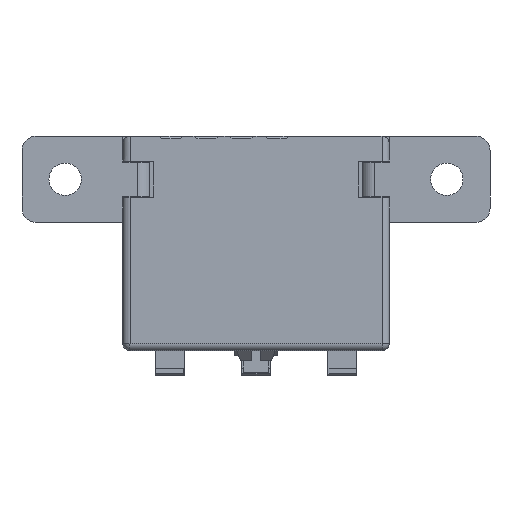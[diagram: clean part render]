
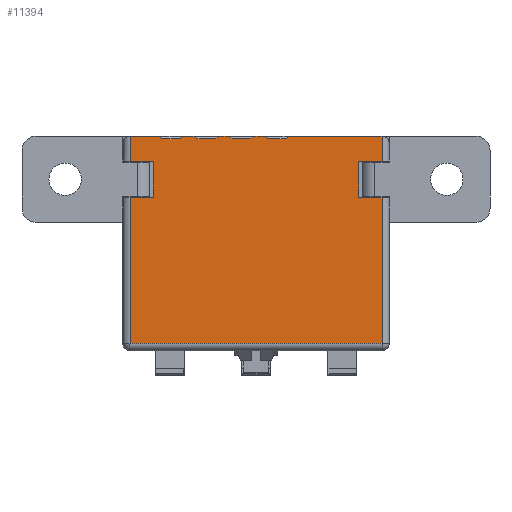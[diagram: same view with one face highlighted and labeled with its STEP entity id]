
A CAD part, front view. The second image highlights one B-rep face of the part: STEP entity #11394.
In plain terms, the highlighted planar face has unit normal (0, -1, 0).
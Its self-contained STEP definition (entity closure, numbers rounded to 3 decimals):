
#1395=DIRECTION('',(0.,0.,-1.));
#1396=VECTOR('',#1395,3.5);
#1397=CARTESIAN_POINT('',(12.619,-25.205,110.8));
#1398=LINE('',#1397,#1396);
#1403=DIRECTION('',(-1.,0.,0.));
#1404=VECTOR('',#1403,3.2);
#1405=CARTESIAN_POINT('',(12.619,-25.205,107.3));
#1406=LINE('',#1405,#1404);
#1502=DIRECTION('',(0.,0.,-1.));
#1503=VECTOR('',#1502,20.3);
#1504=CARTESIAN_POINT('',(12.619,-25.205,102.3));
#1505=LINE('',#1504,#1503);
#2298=DIRECTION('',(-1.,0.,0.));
#2299=VECTOR('',#2298,4.);
#2300=CARTESIAN_POINT('',(-18.381,-25.205,110.8));
#2301=LINE('',#2300,#2299);
#2302=DIRECTION('',(-0.707,0.,0.707));
#2303=VECTOR('',#2302,0.566);
#2304=CARTESIAN_POINT('',(-17.981,-25.205,110.4));
#2305=LINE('',#2304,#2303);
#2306=DIRECTION('',(-0.707,0.,-0.707));
#2307=VECTOR('',#2306,0.566);
#2308=CARTESIAN_POINT('',(-14.981,-25.205,110.8));
#2309=LINE('',#2308,#2307);
#2310=DIRECTION('',(-1.,0.,0.));
#2311=VECTOR('',#2310,1.5);
#2312=CARTESIAN_POINT('',(-13.481,-25.205,110.8));
#2313=LINE('',#2312,#2311);
#2314=DIRECTION('',(-0.707,0.,0.707));
#2315=VECTOR('',#2314,0.566);
#2316=CARTESIAN_POINT('',(-13.081,-25.205,110.4));
#2317=LINE('',#2316,#2315);
#2318=DIRECTION('',(-0.707,0.,-0.707));
#2319=VECTOR('',#2318,0.566);
#2320=CARTESIAN_POINT('',(-10.081,-25.205,110.8));
#2321=LINE('',#2320,#2319);
#2322=DIRECTION('',(-1.,0.,0.));
#2323=VECTOR('',#2322,1.5);
#2324=CARTESIAN_POINT('',(-8.581,-25.205,110.8));
#2325=LINE('',#2324,#2323);
#2326=DIRECTION('',(-0.707,0.,0.707));
#2327=VECTOR('',#2326,0.566);
#2328=CARTESIAN_POINT('',(-8.181,-25.205,110.4));
#2329=LINE('',#2328,#2327);
#2330=DIRECTION('',(-0.707,0.,-0.707));
#2331=VECTOR('',#2330,0.566);
#2332=CARTESIAN_POINT('',(-5.181,-25.205,110.8));
#2333=LINE('',#2332,#2331);
#2334=DIRECTION('',(-1.,0.,0.));
#2335=VECTOR('',#2334,1.5);
#2336=CARTESIAN_POINT('',(-3.681,-25.205,110.8));
#2337=LINE('',#2336,#2335);
#2338=DIRECTION('',(-0.707,0.,0.707));
#2339=VECTOR('',#2338,0.566);
#2340=CARTESIAN_POINT('',(-3.281,-25.205,110.4));
#2341=LINE('',#2340,#2339);
#2342=DIRECTION('',(-0.707,0.,-0.707));
#2343=VECTOR('',#2342,0.566);
#2344=CARTESIAN_POINT('',(-0.281,-25.205,110.8));
#2345=LINE('',#2344,#2343);
#2346=DIRECTION('',(-1.,0.,0.));
#2347=VECTOR('',#2346,12.9);
#2348=CARTESIAN_POINT('',(12.619,-25.205,110.8));
#2349=LINE('',#2348,#2347);
#2350=DIRECTION('',(-1.,0.,0.));
#2351=VECTOR('',#2350,35.);
#2352=CARTESIAN_POINT('',(12.619,-25.205,82.));
#2353=LINE('',#2352,#2351);
#2381=DIRECTION('',(0.,0.,1.));
#2382=VECTOR('',#2381,20.3);
#2383=CARTESIAN_POINT('',(-22.381,-25.205,82.));
#2384=LINE('',#2383,#2382);
#2686=DIRECTION('',(0.,0.,1.));
#2687=VECTOR('',#2686,3.5);
#2688=CARTESIAN_POINT('',(-22.381,-25.205,107.3));
#2689=LINE('',#2688,#2687);
#2699=DIRECTION('',(-1.,0.,0.));
#2700=VECTOR('',#2699,3.2);
#2701=CARTESIAN_POINT('',(-19.181,-25.205,107.3));
#2702=LINE('',#2701,#2700);
#2833=DIRECTION('',(0.,0.,1.));
#2834=VECTOR('',#2833,5.);
#2835=CARTESIAN_POINT('',(-19.181,-25.205,102.3));
#2836=LINE('',#2835,#2834);
#2845=DIRECTION('',(1.,0.,0.));
#2846=VECTOR('',#2845,3.2);
#2847=CARTESIAN_POINT('',(-22.381,-25.205,102.3));
#2848=LINE('',#2847,#2846);
#2874=DIRECTION('',(1.,0.,0.));
#2875=VECTOR('',#2874,2.6);
#2876=CARTESIAN_POINT('',(-17.981,-25.205,110.4));
#2877=LINE('',#2876,#2875);
#2910=DIRECTION('',(1.,0.,0.));
#2911=VECTOR('',#2910,2.6);
#2912=CARTESIAN_POINT('',(-13.081,-25.205,110.4));
#2913=LINE('',#2912,#2911);
#2958=DIRECTION('',(1.,0.,0.));
#2959=VECTOR('',#2958,2.6);
#2960=CARTESIAN_POINT('',(-8.181,-25.205,110.4));
#2961=LINE('',#2960,#2959);
#2990=DIRECTION('',(1.,0.,0.));
#2991=VECTOR('',#2990,2.6);
#2992=CARTESIAN_POINT('',(-3.281,-25.205,110.4));
#2993=LINE('',#2992,#2991);
#2998=DIRECTION('',(0.,0.,-1.));
#2999=VECTOR('',#2998,5.);
#3000=CARTESIAN_POINT('',(9.419,-25.205,107.3));
#3001=LINE('',#3000,#2999);
#3015=DIRECTION('',(1.,0.,0.));
#3016=VECTOR('',#3015,3.2);
#3017=CARTESIAN_POINT('',(9.419,-25.205,102.3));
#3018=LINE('',#3017,#3016);
#6172=CARTESIAN_POINT('',(-22.381,-25.205,82.));
#6173=VERTEX_POINT('',#6172);
#6174=CARTESIAN_POINT('',(12.619,-25.205,82.));
#6175=VERTEX_POINT('',#6174);
#6188=CARTESIAN_POINT('',(-0.681,-25.205,110.4));
#6189=VERTEX_POINT('',#6188);
#6190=CARTESIAN_POINT('',(-0.281,-25.205,110.8));
#6191=VERTEX_POINT('',#6190);
#6192=CARTESIAN_POINT('',(-3.281,-25.205,110.4));
#6193=VERTEX_POINT('',#6192);
#6194=CARTESIAN_POINT('',(-3.681,-25.205,110.8));
#6195=VERTEX_POINT('',#6194);
#6200=CARTESIAN_POINT('',(-5.581,-25.205,110.4));
#6201=VERTEX_POINT('',#6200);
#6202=CARTESIAN_POINT('',(-5.181,-25.205,110.8));
#6203=VERTEX_POINT('',#6202);
#6208=CARTESIAN_POINT('',(-8.181,-25.205,110.4));
#6209=VERTEX_POINT('',#6208);
#6210=CARTESIAN_POINT('',(-8.581,-25.205,110.8));
#6211=VERTEX_POINT('',#6210);
#6220=CARTESIAN_POINT('',(-10.481,-25.205,110.4));
#6221=VERTEX_POINT('',#6220);
#6222=CARTESIAN_POINT('',(-10.081,-25.205,110.8));
#6223=VERTEX_POINT('',#6222);
#6224=CARTESIAN_POINT('',(-13.081,-25.205,110.4));
#6225=VERTEX_POINT('',#6224);
#6226=CARTESIAN_POINT('',(-13.481,-25.205,110.8));
#6227=VERTEX_POINT('',#6226);
#6236=CARTESIAN_POINT('',(-15.381,-25.205,110.4));
#6237=VERTEX_POINT('',#6236);
#6238=CARTESIAN_POINT('',(-14.981,-25.205,110.8));
#6239=VERTEX_POINT('',#6238);
#6240=CARTESIAN_POINT('',(-17.981,-25.205,110.4));
#6241=VERTEX_POINT('',#6240);
#6242=CARTESIAN_POINT('',(-18.381,-25.205,110.8));
#6243=VERTEX_POINT('',#6242);
#6263=CARTESIAN_POINT('',(-22.381,-25.205,102.3));
#6264=CARTESIAN_POINT('',(-19.181,-25.205,102.3));
#6265=VERTEX_POINT('',#6263);
#6266=VERTEX_POINT('',#6264);
#6267=CARTESIAN_POINT('',(-19.181,-25.205,107.3));
#6268=VERTEX_POINT('',#6267);
#6273=CARTESIAN_POINT('',(-22.381,-25.205,110.8));
#6274=VERTEX_POINT('',#6273);
#6275=CARTESIAN_POINT('',(-22.381,-25.205,107.3));
#6276=VERTEX_POINT('',#6275);
#6280=CARTESIAN_POINT('',(12.619,-25.205,110.8));
#6281=VERTEX_POINT('',#6280);
#6286=CARTESIAN_POINT('',(9.419,-25.205,107.3));
#6287=CARTESIAN_POINT('',(9.419,-25.205,102.3));
#6288=VERTEX_POINT('',#6286);
#6289=VERTEX_POINT('',#6287);
#6290=CARTESIAN_POINT('',(12.619,-25.205,107.3));
#6291=VERTEX_POINT('',#6290);
#6336=CARTESIAN_POINT('',(12.619,-25.205,102.3));
#6337=VERTEX_POINT('',#6336);
#11339=CARTESIAN_POINT('',(-4.881,-25.205,96.4));
#11340=DIRECTION('',(0.,1.,0.));
#11341=DIRECTION('',(0.,0.,-1.));
#11342=AXIS2_PLACEMENT_3D('',#11339,#11340,#11341);
#11343=PLANE('',#11342);
#11344=ORIENTED_EDGE('',*,*,#9896,.T.);
#11346=ORIENTED_EDGE('',*,*,#11345,.T.);
#11348=ORIENTED_EDGE('',*,*,#11347,.T.);
#11350=ORIENTED_EDGE('',*,*,#11349,.T.);
#11352=ORIENTED_EDGE('',*,*,#11351,.T.);
#11354=ORIENTED_EDGE('',*,*,#11353,.T.);
#11356=ORIENTED_EDGE('',*,*,#11355,.T.);
#11357=ORIENTED_EDGE('',*,*,#10804,.F.);
#11359=ORIENTED_EDGE('',*,*,#11358,.F.);
#11361=ORIENTED_EDGE('',*,*,#11360,.T.);
#11363=ORIENTED_EDGE('',*,*,#11362,.F.);
#11364=ORIENTED_EDGE('',*,*,#10796,.F.);
#11366=ORIENTED_EDGE('',*,*,#11365,.F.);
#11368=ORIENTED_EDGE('',*,*,#11367,.T.);
#11370=ORIENTED_EDGE('',*,*,#11369,.F.);
#11371=ORIENTED_EDGE('',*,*,#10788,.F.);
#11373=ORIENTED_EDGE('',*,*,#11372,.F.);
#11375=ORIENTED_EDGE('',*,*,#11374,.T.);
#11377=ORIENTED_EDGE('',*,*,#11376,.F.);
#11378=ORIENTED_EDGE('',*,*,#10780,.F.);
#11380=ORIENTED_EDGE('',*,*,#11379,.F.);
#11382=ORIENTED_EDGE('',*,*,#11381,.T.);
#11384=ORIENTED_EDGE('',*,*,#11383,.F.);
#11385=ORIENTED_EDGE('',*,*,#10772,.F.);
#11386=ORIENTED_EDGE('',*,*,#9701,.T.);
#11387=ORIENTED_EDGE('',*,*,#9723,.T.);
#11389=ORIENTED_EDGE('',*,*,#11388,.T.);
#11391=ORIENTED_EDGE('',*,*,#11390,.T.);
#11392=EDGE_LOOP('',(#11344,#11346,#11348,#11350,#11352,#11354,#11356,#11357,
#11359,#11361,#11363,#11364,#11366,#11368,#11370,#11371,#11373,#11375,#11377,
#11378,#11380,#11382,#11384,#11385,#11386,#11387,#11389,#11391));
#11393=FACE_OUTER_BOUND('',#11392,.F.);
#9701=EDGE_CURVE('',#6281,#6291,#1398,.T.);
#9723=EDGE_CURVE('',#6291,#6288,#1406,.T.);
#9896=EDGE_CURVE('',#6337,#6175,#1505,.T.);
#10772=EDGE_CURVE('',#6281,#6191,#2349,.T.);
#10780=EDGE_CURVE('',#6195,#6203,#2337,.T.);
#10788=EDGE_CURVE('',#6211,#6223,#2325,.T.);
#10796=EDGE_CURVE('',#6227,#6239,#2313,.T.);
#10804=EDGE_CURVE('',#6243,#6274,#2301,.T.);
#11345=EDGE_CURVE('',#6175,#6173,#2353,.T.);
#11347=EDGE_CURVE('',#6173,#6265,#2384,.T.);
#11349=EDGE_CURVE('',#6265,#6266,#2848,.T.);
#11351=EDGE_CURVE('',#6266,#6268,#2836,.T.);
#11353=EDGE_CURVE('',#6268,#6276,#2702,.T.);
#11355=EDGE_CURVE('',#6276,#6274,#2689,.T.);
#11358=EDGE_CURVE('',#6241,#6243,#2305,.T.);
#11360=EDGE_CURVE('',#6241,#6237,#2877,.T.);
#11362=EDGE_CURVE('',#6239,#6237,#2309,.T.);
#11365=EDGE_CURVE('',#6225,#6227,#2317,.T.);
#11367=EDGE_CURVE('',#6225,#6221,#2913,.T.);
#11369=EDGE_CURVE('',#6223,#6221,#2321,.T.);
#11372=EDGE_CURVE('',#6209,#6211,#2329,.T.);
#11374=EDGE_CURVE('',#6209,#6201,#2961,.T.);
#11376=EDGE_CURVE('',#6203,#6201,#2333,.T.);
#11379=EDGE_CURVE('',#6193,#6195,#2341,.T.);
#11381=EDGE_CURVE('',#6193,#6189,#2993,.T.);
#11383=EDGE_CURVE('',#6191,#6189,#2345,.T.);
#11388=EDGE_CURVE('',#6288,#6289,#3001,.T.);
#11390=EDGE_CURVE('',#6289,#6337,#3018,.T.);
#11394=ADVANCED_FACE('',(#11393),#11343,.F.);
